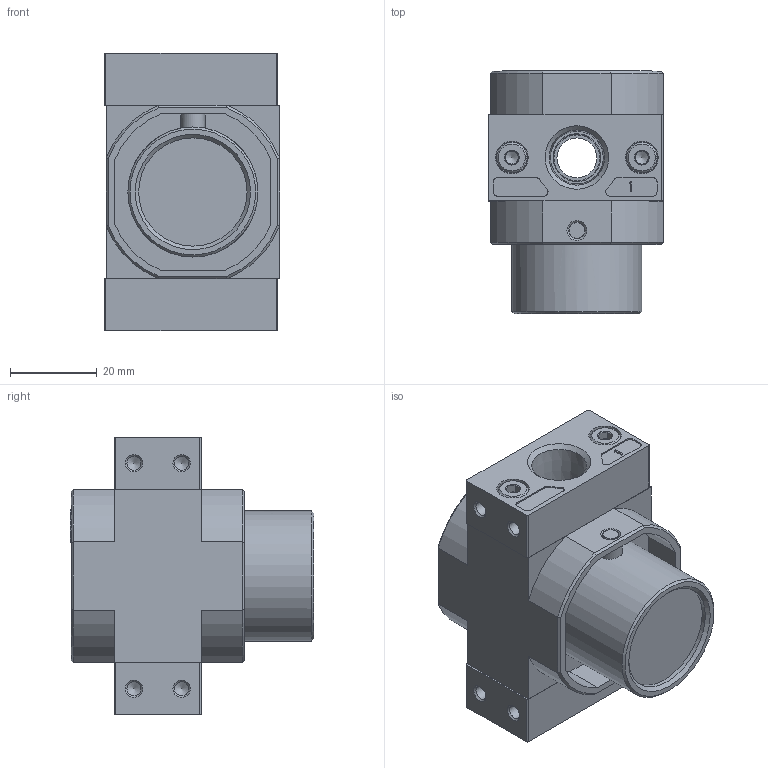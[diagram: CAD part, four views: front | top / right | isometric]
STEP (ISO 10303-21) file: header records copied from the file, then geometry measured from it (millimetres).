
FILE_DESCRIPTION(/* description */ ('STEP AP214'),/* implementation_level */ '2;1');
FILE_NAME(/* name */ '173917_HEL-1_4-D-MINI-NPT',/* time_stamp */ '2024-08-29T03:53:42+02:00',/* author */ ('License CC BY-ND 4.0'),/* organization */ ('CADENAS'),/* preprocessor_version */ 'ST-DEVELOPER v19.3',/* originating_system */ 'PARTsolutions',/* authorisation */ ' ');
FILE_SCHEMA (('AP203_CONFIGURATION_CONTROLLED_3D_DESIGN_OF_MECHANICAL_PARTS_AND_ASSEMBLIES_MIM_LF { 1 0 10303 203 3 1 4 }','AUTOMOTIVE_DESIGN { 1 0 10303 214 3 1 1 }','FEATURE_BASED_PROCESS_PLANNING','TECHNICAL_DATA_PACKAGING','MODEL_BASED_INTEGRATED_MANUFACTURING_SCHEMA','PROCESS_PLANNING_SCHEMA','AUTOMOTIVE_DESIGN {1 0 10303 214 3 1 1}'));
Length unit declared in the file: millimetre
Products named in the file (6): 173917 HEL-1/4-D-MINI-NPT; 360726 HEL-MINI; 679800 PBL-1/4-D-MINI-R-NPT--P1; DIN-912 - M4x16(F); 359787 LF-D-MINI; 679799 PBL-1/4-D-MINI-L-NPT--P1
Assembly tree (9 placements, depth 2):
  173917 HEL-1/4-D-MINI-NPT
    360726 HEL-MINI
    679800 PBL-1/4-D-MINI-R-NPT--P1
    DIN-912 - M4x16(F)  x4
    359787 LF-D-MINI  x2
    679799 PBL-1/4-D-MINI-L-NPT--P1
Bounding box: 40.4 x 56.2 x 64 mm (x, y, z)
Volume: 77319 mm3; surface area: 26790.5 mm2
Topology: 9 solids, 9 shells, 372 faces, 816 edges, 496 vertices
Faces by surface type: plane 180, cone 97, cylinder 92, torus 3
Full cylindrical faces by diameter (mm): 3.242 x8, 3.8 x2, 4 x5, 4.5 x1, 5.2 x4, 6.3 x4, 6.5 x2, 7 x4, 9.2 x1, 10.6 x1, 11 x1, 12.2 x1, 15.6 x1, 15.7 x1, 16 x1, 19.1 x2, 25 x1, 30 x1, 37 x1
Entity records: 8263 total; most frequent: DIRECTION 1303, CARTESIAN_POINT 1300, ORIENTED_EDGE 1078, EDGE_CURVE 539, AXIS2_PLACEMENT_3D 510, FACE_BOUND 401, EDGE_LOOP 394, VERTEX_POINT 390
